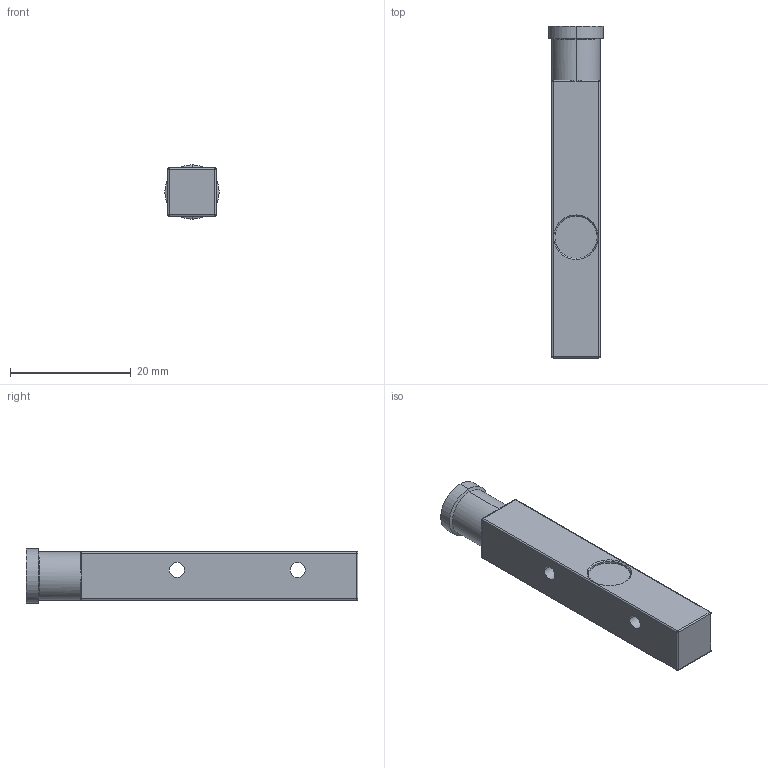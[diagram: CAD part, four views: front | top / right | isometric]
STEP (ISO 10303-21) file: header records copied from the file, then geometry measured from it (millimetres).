
FILE_DESCRIPTION((''),'2;1');
FILE_NAME('F41AV1_E000217A','2007-03-08T',('Pepperl+Fuchs'),('Industriehansa'),'PRO/ENGINEER BY PARAMETRIC TECHNOLOGY CORPORATION, 2005290','PRO/ENGINEER BY PARAMETRIC TECHNOLOGY CORPORATION, 2005290','');
FILE_SCHEMA(('AUTOMOTIVE_DESIGN_CC2 { 1 2 10303 214 -1 1 5 2 }'));
Length unit declared in the file: millimetre
Products named in the file (1): F41AV1_E000217A
Bounding box: 9 x 55 x 9 mm (x, y, z)
Volume: 3323.8 mm3; surface area: 1947.1 mm2
Topology: 1 solids, 1 shells, 53 faces, 162 edges, 116 vertices
Faces by surface type: cylinder 26, plane 11, sphere 8, cone 8
Entity records: 2453 total; most frequent: CARTESIAN_POINT 336, DIRECTION 330, ORIENTED_EDGE 220, PRESENTATION_STYLE_ASSIGNMENT 185, STYLED_ITEM 176, CURVE_STYLE 168, AXIS2_PLACEMENT_3D 122, EDGE_CURVE 110
